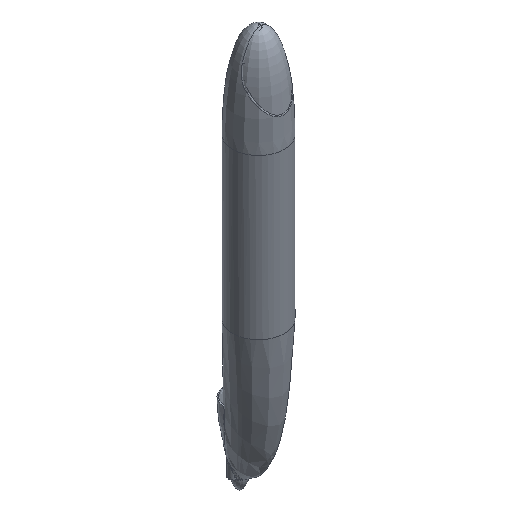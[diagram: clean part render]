
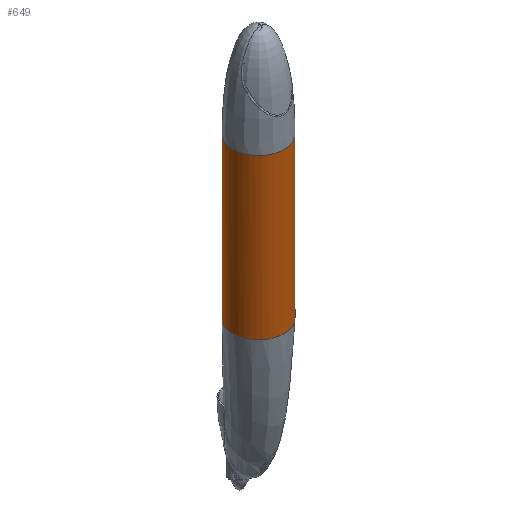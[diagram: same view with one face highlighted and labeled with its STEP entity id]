
A CAD part, isometric view. The second image highlights one B-rep face of the part: STEP entity #649.
In plain terms, the highlighted cylindrical face has radius 228.6 mm (diameter 457.2 mm), a full revolution.
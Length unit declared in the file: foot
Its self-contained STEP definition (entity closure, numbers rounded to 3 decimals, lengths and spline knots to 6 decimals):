
#17=LINE('',#4548,#20);
#20=VECTOR('',#788,0.75);
#56=CYLINDRICAL_SURFACE('',#703,0.75);
#90=FACE_OUTER_BOUND('',#126,.T.);
#126=EDGE_LOOP('',(#608,#609,#610,#611,#612,#613));
#137=CIRCLE('',#683,0.75);
#138=CIRCLE('',#684,0.75);
#149=CIRCLE('',#701,0.75);
#150=CIRCLE('',#702,0.75);
#259=VERTEX_POINT('',#3001);
#260=VERTEX_POINT('',#3013);
#294=VERTEX_POINT('',#4528);
#295=VERTEX_POINT('',#4544);
#338=EDGE_CURVE('',#260,#259,#137,.T.);
#339=EDGE_CURVE('',#259,#260,#138,.T.);
#399=EDGE_CURVE('',#295,#294,#149,.T.);
#400=EDGE_CURVE('',#294,#295,#150,.T.);
#401=EDGE_CURVE('',#260,#295,#17,.T.);
#608=ORIENTED_EDGE('',*,*,#338,.T.);
#609=ORIENTED_EDGE('',*,*,#339,.T.);
#610=ORIENTED_EDGE('',*,*,#401,.T.);
#611=ORIENTED_EDGE('',*,*,#399,.T.);
#612=ORIENTED_EDGE('',*,*,#400,.T.);
#613=ORIENTED_EDGE('',*,*,#401,.F.);
#649=ADVANCED_FACE('',(#90),#56,.T.);
#683=AXIS2_PLACEMENT_3D('',#3014,#744,#745);
#684=AXIS2_PLACEMENT_3D('',#3015,#746,#747);
#701=AXIS2_PLACEMENT_3D('',#4545,#782,#783);
#702=AXIS2_PLACEMENT_3D('',#4546,#784,#785);
#703=AXIS2_PLACEMENT_3D('',#4547,#786,#787);
#744=DIRECTION('center_axis',(0.,0.,1.));
#745=DIRECTION('ref_axis',(0.,1.,0.));
#746=DIRECTION('center_axis',(0.,0.,1.));
#747=DIRECTION('ref_axis',(0.,1.,0.));
#782=DIRECTION('center_axis',(0.,0.,-1.));
#783=DIRECTION('ref_axis',(1.,0.,0.));
#784=DIRECTION('center_axis',(0.,0.,-1.));
#785=DIRECTION('ref_axis',(1.,0.,0.));
#786=DIRECTION('center_axis',(0.,0.,-1.));
#787=DIRECTION('ref_axis',(0.,1.,0.));
#788=DIRECTION('',(0.,0.,1.));
#3001=CARTESIAN_POINT('',(0.509902,0.55,-7.42));
#3013=CARTESIAN_POINT('',(0.,-0.75,-7.42));
#3014=CARTESIAN_POINT('Origin',(0.,0.,-7.42));
#3015=CARTESIAN_POINT('Origin',(0.,0.,-7.42));
#4528=CARTESIAN_POINT('',(0.,0.75,-2.788666));
#4544=CARTESIAN_POINT('',(0.,-0.75,-2.788666));
#4545=CARTESIAN_POINT('Origin',(0.,0.,-2.788666));
#4546=CARTESIAN_POINT('Origin',(0.,0.,-2.788666));
#4547=CARTESIAN_POINT('Origin',(0.,0.,-5.109757));
#4548=CARTESIAN_POINT('',(0.,-0.75,-5.109757));
